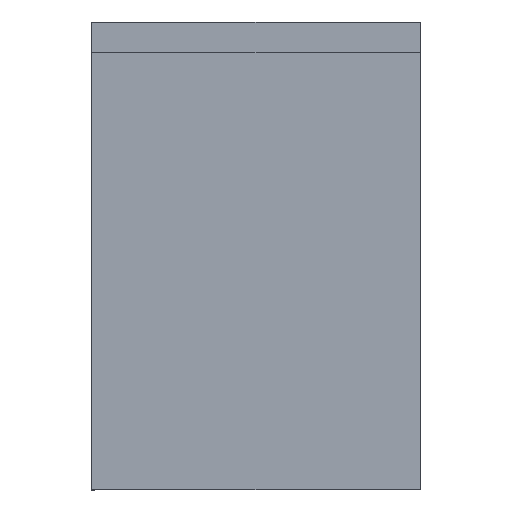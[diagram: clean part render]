
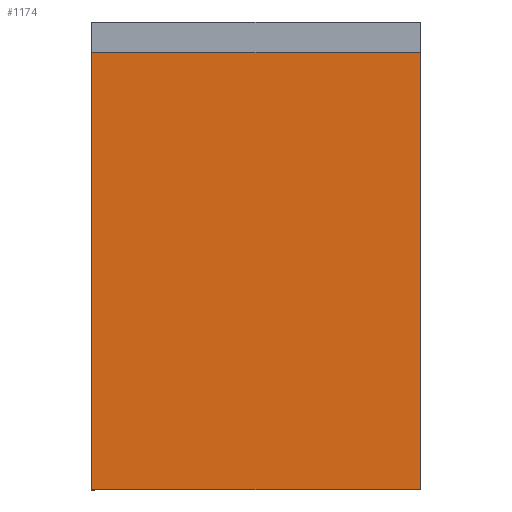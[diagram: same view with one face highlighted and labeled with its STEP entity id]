
A CAD part, top view. The second image highlights one B-rep face of the part: STEP entity #1174.
In plain terms, the highlighted face is planar.
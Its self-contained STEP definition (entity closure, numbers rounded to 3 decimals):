
#108=FACE_OUTER_BOUND('',#184,.T.);
#184=EDGE_LOOP('',(#1016,#1017,#1018,#1019));
#207=LINE('',#1621,#350);
#291=LINE('',#1796,#434);
#327=LINE('',#1863,#470);
#337=LINE('',#1892,#480);
#350=VECTOR('',#1310,10.);
#434=VECTOR('',#1454,10.);
#470=VECTOR('',#1504,10.);
#480=VECTOR('',#1538,10.);
#493=VERTEX_POINT('',#1618);
#494=VERTEX_POINT('',#1620);
#555=VERTEX_POINT('',#1795);
#573=VERTEX_POINT('',#1846);
#599=EDGE_CURVE('',#493,#494,#207,.T.);
#685=EDGE_CURVE('',#555,#493,#291,.T.);
#721=EDGE_CURVE('',#573,#494,#327,.T.);
#735=EDGE_CURVE('',#555,#573,#337,.T.);
#1016=ORIENTED_EDGE('',*,*,#735,.T.);
#1017=ORIENTED_EDGE('',*,*,#721,.T.);
#1018=ORIENTED_EDGE('',*,*,#599,.F.);
#1019=ORIENTED_EDGE('',*,*,#685,.F.);
#1119=PLANE('',#1270);
#1174=ADVANCED_FACE('',(#108),#1119,.T.);
#1270=AXIS2_PLACEMENT_3D('',#1895,#1542,#1543);
#1310=DIRECTION('',(0.,-1.,0.));
#1454=DIRECTION('',(0.,0.,-1.));
#1504=DIRECTION('',(0.,0.,-1.));
#1538=DIRECTION('',(0.,-1.,0.));
#1542=DIRECTION('center_axis',(1.,0.,0.));
#1543=DIRECTION('ref_axis',(0.,0.,-1.));
#1618=CARTESIAN_POINT('',(20.5,39.29,-19.162));
#1620=CARTESIAN_POINT('',(20.5,17.29,-19.162));
#1621=CARTESIAN_POINT('',(20.5,17.29,-19.162));
#1795=CARTESIAN_POINT('',(20.5,39.29,10.163));
#1796=CARTESIAN_POINT('',(20.5,39.29,-15.162));
#1846=CARTESIAN_POINT('',(20.5,17.29,10.163));
#1863=CARTESIAN_POINT('',(20.5,17.29,-15.162));
#1892=CARTESIAN_POINT('',(20.5,37.29,10.163));
#1895=CARTESIAN_POINT('Origin',(20.5,37.29,11.));
